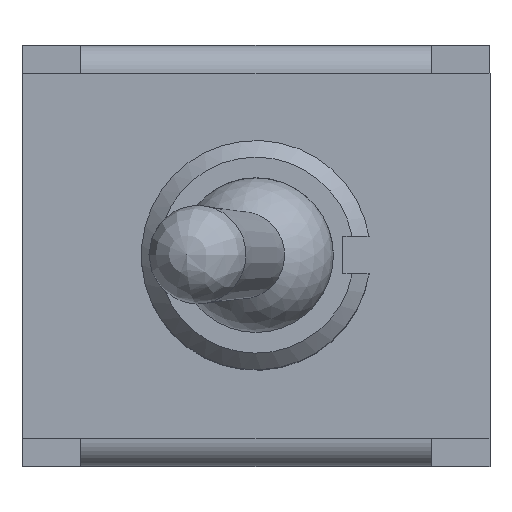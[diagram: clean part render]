
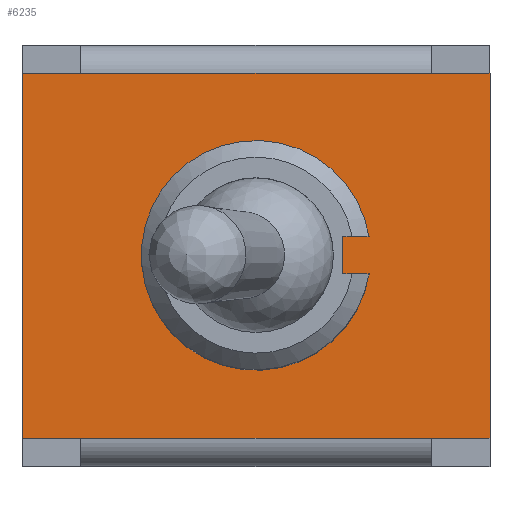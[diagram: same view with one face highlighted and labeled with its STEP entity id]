
A CAD part, top view. The second image highlights one B-rep face of the part: STEP entity #6235.
In plain terms, the highlighted planar face has unit normal (0, 0, 1).
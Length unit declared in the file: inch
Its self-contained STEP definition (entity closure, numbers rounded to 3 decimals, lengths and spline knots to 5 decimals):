
#29=FACE_BOUND('',#869,.T.);
#156=PLANE('',#6755);
#501=FACE_OUTER_BOUND('',#868,.T.);
#868=EDGE_LOOP('',(#5002,#5003,#5004,#5005,#5006,#5007,#5008,#5009));
#869=EDGE_LOOP('',(#5010,#5011,#5012,#5013));
#1159=CIRCLE('',#6754,0.12244);
#1480=LINE('',#9648,#2215);
#1484=LINE('',#9658,#2219);
#1486=LINE('',#9661,#2221);
#1487=LINE('',#9667,#2222);
#1488=LINE('',#9669,#2223);
#1489=LINE('',#9671,#2224);
#1490=LINE('',#9673,#2225);
#1491=LINE('',#9675,#2226);
#1492=LINE('',#9677,#2227);
#1493=LINE('',#9679,#2228);
#1494=LINE('',#9680,#2229);
#2215=VECTOR('',#7880,0.3937);
#2219=VECTOR('',#7890,0.3937);
#2221=VECTOR('',#7894,0.3937);
#2222=VECTOR('',#7901,0.3937);
#2223=VECTOR('',#7902,0.3937);
#2224=VECTOR('',#7903,0.3937);
#2225=VECTOR('',#7904,0.3937);
#2226=VECTOR('',#7905,0.3937);
#2227=VECTOR('',#7906,0.3937);
#2228=VECTOR('',#7907,0.3937);
#2229=VECTOR('',#7908,0.3937);
#2974=VERTEX_POINT('',#9645);
#2975=VERTEX_POINT('',#9647);
#2977=VERTEX_POINT('',#9655);
#2978=VERTEX_POINT('',#9657);
#2979=VERTEX_POINT('',#9665);
#2980=VERTEX_POINT('',#9666);
#2981=VERTEX_POINT('',#9668);
#2982=VERTEX_POINT('',#9670);
#2983=VERTEX_POINT('',#9672);
#2984=VERTEX_POINT('',#9674);
#2985=VERTEX_POINT('',#9676);
#2986=VERTEX_POINT('',#9678);
#3704=EDGE_CURVE('',#2975,#2974,#1480,.T.);
#3709=EDGE_CURVE('',#2978,#2977,#1484,.T.);
#3711=EDGE_CURVE('',#2977,#2975,#1486,.T.);
#3712=EDGE_CURVE('',#2974,#2978,#1159,.T.);
#3713=EDGE_CURVE('',#2979,#2980,#1487,.T.);
#3714=EDGE_CURVE('',#2980,#2981,#1488,.T.);
#3715=EDGE_CURVE('',#2981,#2982,#1489,.T.);
#3716=EDGE_CURVE('',#2983,#2982,#1490,.T.);
#3717=EDGE_CURVE('',#2984,#2983,#1491,.T.);
#3718=EDGE_CURVE('',#2984,#2985,#1492,.T.);
#3719=EDGE_CURVE('',#2985,#2986,#1493,.T.);
#3720=EDGE_CURVE('',#2979,#2986,#1494,.T.);
#5002=ORIENTED_EDGE('',*,*,#3713,.T.);
#5003=ORIENTED_EDGE('',*,*,#3714,.T.);
#5004=ORIENTED_EDGE('',*,*,#3715,.T.);
#5005=ORIENTED_EDGE('',*,*,#3716,.F.);
#5006=ORIENTED_EDGE('',*,*,#3717,.F.);
#5007=ORIENTED_EDGE('',*,*,#3718,.T.);
#5008=ORIENTED_EDGE('',*,*,#3719,.T.);
#5009=ORIENTED_EDGE('',*,*,#3720,.F.);
#5010=ORIENTED_EDGE('',*,*,#3709,.T.);
#5011=ORIENTED_EDGE('',*,*,#3711,.T.);
#5012=ORIENTED_EDGE('',*,*,#3704,.T.);
#5013=ORIENTED_EDGE('',*,*,#3712,.T.);
#6235=ADVANCED_FACE('',(#501,#29),#156,.T.);
#6754=AXIS2_PLACEMENT_3D('',#9663,#7897,#7898);
#6755=AXIS2_PLACEMENT_3D('',#9664,#7899,#7900);
#7880=DIRECTION('',(1.,0.,0.));
#7890=DIRECTION('',(-1.,0.,0.));
#7894=DIRECTION('',(0.,-1.,0.));
#7897=DIRECTION('center_axis',(0.,0.,
-1.));
#7898=DIRECTION('ref_axis',(0.986,0.164,0.));
#7899=DIRECTION('center_axis',(0.,0.,
1.));
#7900=DIRECTION('ref_axis',(1.,0.,0.));
#7901=DIRECTION('',(1.,0.,0.));
#7902=DIRECTION('',(1.,0.,0.));
#7903=DIRECTION('',(0.,1.,0.));
#7904=DIRECTION('',(1.,0.,0.));
#7905=DIRECTION('',(1.,0.,0.));
#7906=DIRECTION('',(-1.,0.,0.));
#7907=DIRECTION('',(0.,-1.,0.));
#7908=DIRECTION('',(-1.,0.,0.));
#9645=CARTESIAN_POINT('',(0.12078,-0.02008,0.35));
#9647=CARTESIAN_POINT('',(0.09283,-0.02008,0.35));
#9648=CARTESIAN_POINT('',(0.04642,-0.02008,0.35));
#9655=CARTESIAN_POINT('',(0.09283,0.02008,0.35));
#9657=CARTESIAN_POINT('',(0.12078,0.02008,0.35));
#9658=CARTESIAN_POINT('',(0.06039,0.02008,0.35));
#9661=CARTESIAN_POINT('',(0.09283,0.10758,0.35));
#9663=CARTESIAN_POINT('Origin',(0.,0.,
0.35));
#9664=CARTESIAN_POINT('Origin',(0.,0.19508,
0.35));
#9665=CARTESIAN_POINT('',(-0.18701,-0.19508,0.35));
#9666=CARTESIAN_POINT('',(0.18701,-0.19508,0.35));
#9667=CARTESIAN_POINT('',(0.,-0.19508,0.35));
#9668=CARTESIAN_POINT('',(0.25,-0.19508,0.35));
#9669=CARTESIAN_POINT('',(0.18701,-0.19508,0.35));
#9670=CARTESIAN_POINT('',(0.25,0.19508,0.35));
#9671=CARTESIAN_POINT('',(0.25,-0.19508,0.35));
#9672=CARTESIAN_POINT('',(0.18701,0.19508,0.35));
#9673=CARTESIAN_POINT('',(0.18701,0.19508,0.35));
#9674=CARTESIAN_POINT('',(-0.18701,0.19508,0.35));
#9675=CARTESIAN_POINT('',(0.,0.19508,0.35));
#9676=CARTESIAN_POINT('',(-0.25,0.19508,0.35));
#9677=CARTESIAN_POINT('',(-0.18701,0.19508,0.35));
#9678=CARTESIAN_POINT('',(-0.25,-0.19508,0.35));
#9679=CARTESIAN_POINT('',(-0.25,-0.19508,0.35));
#9680=CARTESIAN_POINT('',(-0.18701,-0.19508,0.35));
